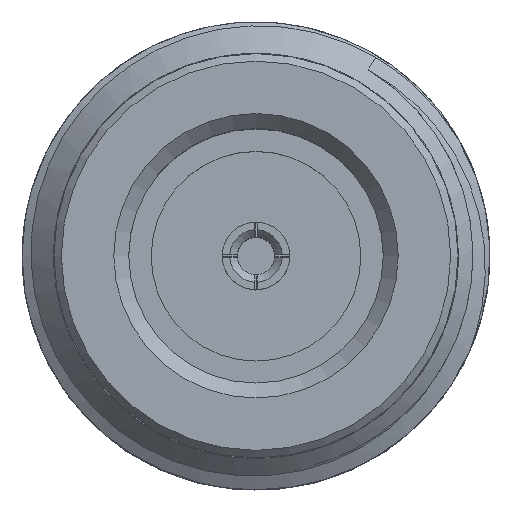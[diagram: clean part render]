
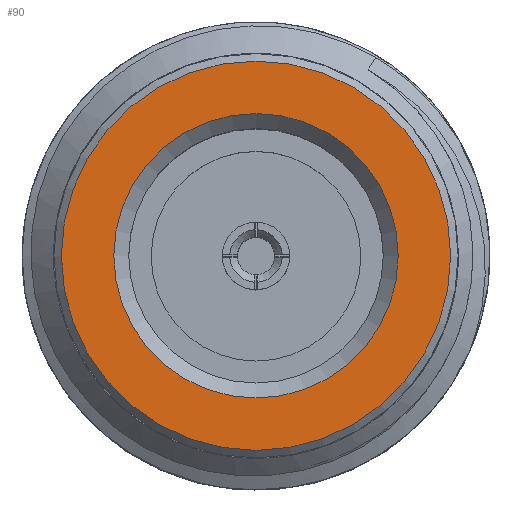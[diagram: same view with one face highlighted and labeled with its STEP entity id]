
A CAD part, top view. The second image highlights one B-rep face of the part: STEP entity #90.
In plain terms, the highlighted planar face has unit normal (0, 0, 1).
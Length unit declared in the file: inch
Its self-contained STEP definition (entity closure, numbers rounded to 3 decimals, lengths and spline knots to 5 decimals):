
#47 = ORIENTED_EDGE ( 'NONE', *, *, #304, .T. ) ;
#90 = ADVANCED_FACE ( 'NONE', ( #3507, #873 ), #3141, .T. ) ;
#260 = CARTESIAN_POINT ( 'NONE',  ( 0.26, 0., 0. ) ) ;
#304 = EDGE_CURVE ( 'NONE', #1034, #1034, #4324, .T. ) ;
#373 = DIRECTION ( 'NONE',  ( 0., 0., 1. ) ) ;
#756 = CARTESIAN_POINT ( 'NONE',  ( 0.19, 0., 0. ) ) ;
#873 = FACE_BOUND ( 'NONE', #2782, .T. ) ;
#1034 = VERTEX_POINT ( 'NONE', #260 ) ;
#1121 = CARTESIAN_POINT ( 'NONE',  ( 0., 0., 0. ) ) ;
#1300 = AXIS2_PLACEMENT_3D ( 'NONE', #4863, #4040, #3639 ) ;
#1555 = ORIENTED_EDGE ( 'NONE', *, *, #3372, .T. ) ;
#1632 = CIRCLE ( 'NONE', #2764, 0.19 ) ;
#2759 = DIRECTION ( 'NONE',  ( 0., 0., -1. ) ) ;
#2764 = AXIS2_PLACEMENT_3D ( 'NONE', #3535, #2759, #5216 ) ;
#2782 = EDGE_LOOP ( 'NONE', ( #1555 ) ) ;
#3141 = PLANE ( 'NONE',  #4090 ) ;
#3328 = DIRECTION ( 'NONE',  ( 1., 0., 0. ) ) ;
#3372 = EDGE_CURVE ( 'NONE', #4756, #4756, #1632, .T. ) ;
#3507 = FACE_OUTER_BOUND ( 'NONE', #5268, .T. ) ;
#3535 = CARTESIAN_POINT ( 'NONE',  ( 0., 0., 0. ) ) ;
#3639 = DIRECTION ( 'NONE',  ( 1., 0., 0. ) ) ;
#4040 = DIRECTION ( 'NONE',  ( 0., 0., 1. ) ) ;
#4090 = AXIS2_PLACEMENT_3D ( 'NONE', #1121, #373, #3328 ) ;
#4324 = CIRCLE ( 'NONE', #1300, 0.26 ) ;
#4756 = VERTEX_POINT ( 'NONE', #756 ) ;
#4863 = CARTESIAN_POINT ( 'NONE',  ( 0., 0., 0. ) ) ;
#5216 = DIRECTION ( 'NONE',  ( 1., 0., 0. ) ) ;
#5268 = EDGE_LOOP ( 'NONE', ( #47 ) ) ;
